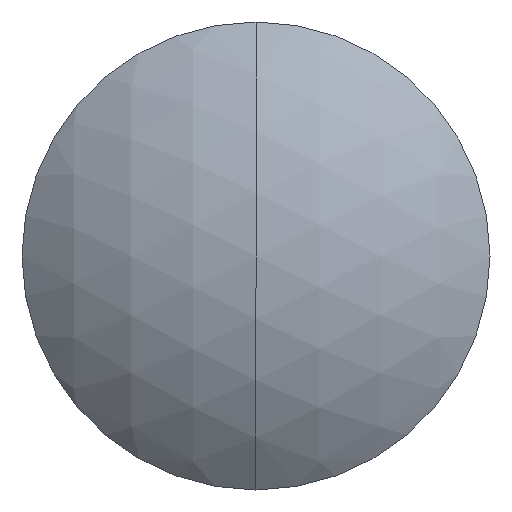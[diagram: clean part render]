
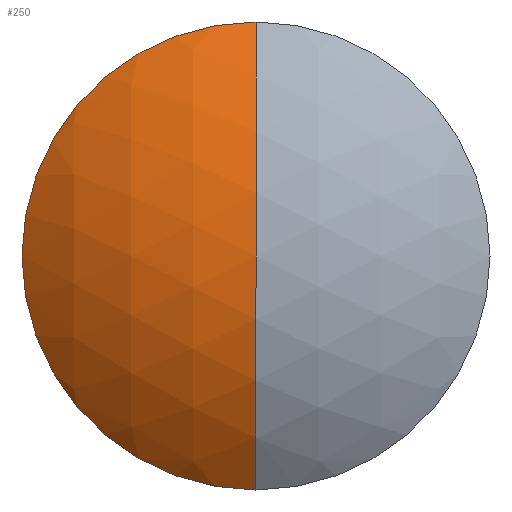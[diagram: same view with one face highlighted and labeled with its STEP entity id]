
A CAD part, left-side view. The second image highlights one B-rep face of the part: STEP entity #250.
In plain terms, the highlighted spherical face has radius 39.48 mm.
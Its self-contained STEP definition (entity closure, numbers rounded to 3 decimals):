
#2 = DIRECTION ( 'NONE',  ( 0., 1., 0. ) ) ;
#10 = DIRECTION ( 'NONE',  ( 0., 0., -1. ) ) ;
#36 = DIRECTION ( 'NONE',  ( 0., 1., 0. ) ) ;
#40 = CARTESIAN_POINT ( 'NONE',  ( 93.249, 0., 0. ) ) ;
#48 = DIRECTION ( 'NONE',  ( 0., 0., 1. ) ) ;
#49 = ORIENTED_EDGE ( 'NONE', *, *, #213, .F. ) ;
#55 = FACE_OUTER_BOUND ( 'NONE', #80, .T. ) ;
#60 = ORIENTED_EDGE ( 'NONE', *, *, #211, .T. ) ;
#63 = CARTESIAN_POINT ( 'NONE',  ( 132.729, 0., 0. ) ) ;
#70 = CARTESIAN_POINT ( 'NONE',  ( 102.505, 0., 25.4 ) ) ;
#80 = EDGE_LOOP ( 'NONE', ( #236, #60, #49 ) ) ;
#95 = CIRCLE ( 'NONE', #284, 39.48 ) ;
#98 = AXIS2_PLACEMENT_3D ( 'NONE', #144, #225, #48 ) ;
#113 = AXIS2_PLACEMENT_3D ( 'NONE', #197, #36, #206 ) ;
#117 = CARTESIAN_POINT ( 'NONE',  ( 132.729, 0., 0. ) ) ;
#118 = AXIS2_PLACEMENT_3D ( 'NONE', #63, #252, #10 ) ;
#120 = CIRCLE ( 'NONE', #98, 25.4 ) ;
#144 = CARTESIAN_POINT ( 'NONE',  ( 102.505, 0., 0. ) ) ;
#162 = SPHERICAL_SURFACE ( 'NONE', #113, 39.48 ) ;
#197 = CARTESIAN_POINT ( 'NONE',  ( 132.729, 0., 0. ) ) ;
#206 = DIRECTION ( 'NONE',  ( 0., 0., 1. ) ) ;
#211 = EDGE_CURVE ( 'NONE', #342, #216, #95, .T. ) ;
#213 = EDGE_CURVE ( 'NONE', #292, #216, #241, .T. ) ;
#216 = VERTEX_POINT ( 'NONE', #40 ) ;
#225 = DIRECTION ( 'NONE',  ( -1., 0., 0. ) ) ;
#236 = ORIENTED_EDGE ( 'NONE', *, *, #264, .T. ) ;
#241 = CIRCLE ( 'NONE', #118, 39.48 ) ;
#250 = ADVANCED_FACE ( 'NONE', ( #55 ), #162, .T. ) ;
#252 = DIRECTION ( 'NONE',  ( 0., -1., 0. ) ) ;
#264 = EDGE_CURVE ( 'NONE', #292, #342, #120, .T. ) ;
#274 = DIRECTION ( 'NONE',  ( 0., 0., 1. ) ) ;
#284 = AXIS2_PLACEMENT_3D ( 'NONE', #117, #2, #274 ) ;
#287 = CARTESIAN_POINT ( 'NONE',  ( 102.505, 0., -25.4 ) ) ;
#292 = VERTEX_POINT ( 'NONE', #70 ) ;
#342 = VERTEX_POINT ( 'NONE', #287 ) ;
